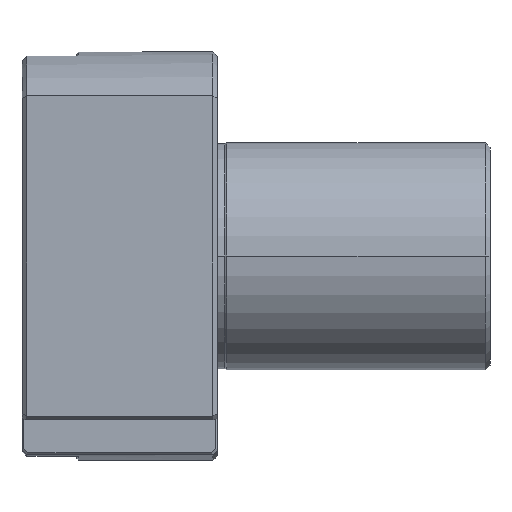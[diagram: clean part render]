
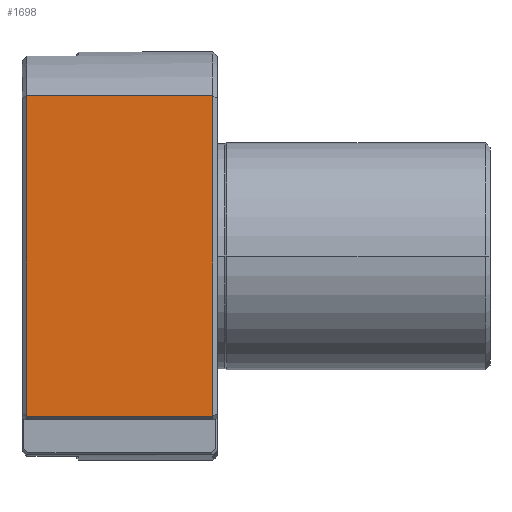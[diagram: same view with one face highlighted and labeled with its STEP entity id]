
A CAD part, top view. The second image highlights one B-rep face of the part: STEP entity #1698.
In plain terms, the highlighted planar face has unit normal (0, 0, 1).
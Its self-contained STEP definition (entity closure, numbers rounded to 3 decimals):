
#60 = ORIENTED_EDGE ( 'NONE', *, *, #1850, .F. ) ;
#139 = CARTESIAN_POINT ( 'NONE',  ( 0.5, 24.933, 14. ) ) ;
#844 = ORIENTED_EDGE ( 'NONE', *, *, #5419, .T. ) ;
#1082 = ORIENTED_EDGE ( 'NONE', *, *, #1606, .F. ) ;
#1159 = EDGE_LOOP ( 'NONE', ( #60, #4607, #1082, #844 ) ) ;
#1180 = DIRECTION ( 'NONE',  ( 0., -1., 0. ) ) ;
#1415 = VERTEX_POINT ( 'NONE', #5892 ) ;
#1606 = EDGE_CURVE ( 'NONE', #1415, #6546, #10251, .T. ) ;
#1660 = LINE ( 'NONE', #10014, #4219 ) ;
#1698 = ADVANCED_FACE ( 'NONE', ( #4605 ), #7989, .F. ) ;
#1850 = EDGE_CURVE ( 'NONE', #3744, #6828, #3264, .T. ) ;
#2624 = CARTESIAN_POINT ( 'NONE',  ( 21., -17.614, 14. ) ) ;
#2637 = EDGE_CURVE ( 'NONE', #3744, #6546, #1660, .T. ) ;
#3264 = LINE ( 'NONE', #10789, #6592 ) ;
#3744 = VERTEX_POINT ( 'NONE', #2624 ) ;
#3769 = DIRECTION ( 'NONE',  ( 0., 0., -1. ) ) ;
#4219 = VECTOR ( 'NONE', #5977, 1000. ) ;
#4392 = LINE ( 'NONE', #139, #7172 ) ;
#4605 = FACE_OUTER_BOUND ( 'NONE', #1159, .T. ) ;
#4607 = ORIENTED_EDGE ( 'NONE', *, *, #2637, .T. ) ;
#5419 = EDGE_CURVE ( 'NONE', #1415, #6828, #4392, .T. ) ;
#5717 = DIRECTION ( 'NONE',  ( -1., 0., 0. ) ) ;
#5892 = CARTESIAN_POINT ( 'NONE',  ( 0.5, 17.614, 14. ) ) ;
#5977 = DIRECTION ( 'NONE',  ( 0., 1., 0. ) ) ;
#6546 = VERTEX_POINT ( 'NONE', #7447 ) ;
#6592 = VECTOR ( 'NONE', #5717, 1000. ) ;
#6717 = CARTESIAN_POINT ( 'NONE',  ( 0.5, -17.614, 14. ) ) ;
#6828 = VERTEX_POINT ( 'NONE', #6717 ) ;
#7172 = VECTOR ( 'NONE', #1180, 1000. ) ;
#7447 = CARTESIAN_POINT ( 'NONE',  ( 21., 17.614, 14. ) ) ;
#7665 = AXIS2_PLACEMENT_3D ( 'NONE', #9546, #3769, #8047 ) ;
#7989 = PLANE ( 'NONE',  #7665 ) ;
#8047 = DIRECTION ( 'NONE',  ( 0., 1., 0. ) ) ;
#9277 = DIRECTION ( 'NONE',  ( 1., 0., 0. ) ) ;
#9546 = CARTESIAN_POINT ( 'NONE',  ( 55., 24.933, 14. ) ) ;
#10014 = CARTESIAN_POINT ( 'NONE',  ( 21., 24.933, 14. ) ) ;
#10200 = CARTESIAN_POINT ( 'NONE',  ( 0., 17.614, 14. ) ) ;
#10251 = LINE ( 'NONE', #10200, #10465 ) ;
#10465 = VECTOR ( 'NONE', #9277, 1000. ) ;
#10789 = CARTESIAN_POINT ( 'NONE',  ( 0., -17.614, 14. ) ) ;
